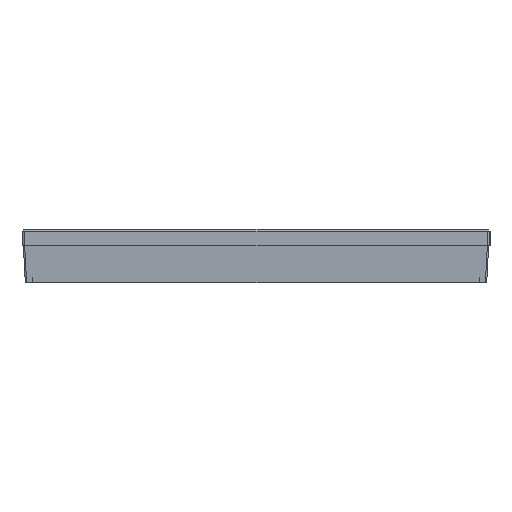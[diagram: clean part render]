
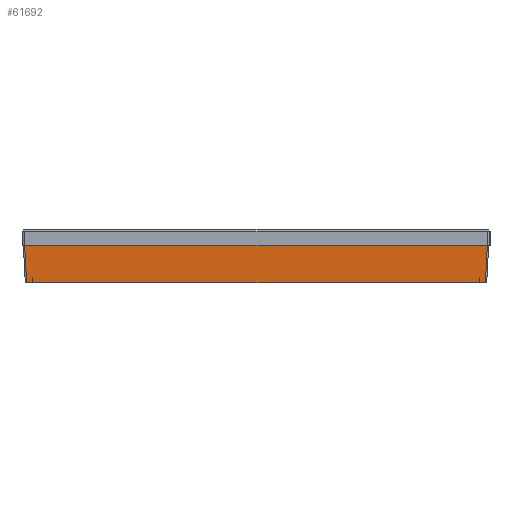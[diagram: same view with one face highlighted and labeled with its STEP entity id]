
A CAD part, left-side view. The second image highlights one B-rep face of the part: STEP entity #61692.
In plain terms, the highlighted face is planar.
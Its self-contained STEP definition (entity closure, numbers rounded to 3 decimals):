
#256=CARTESIAN_POINT('',(-43.383,0.,43.133));
#305=CARTESIAN_POINT('',(-43.383,0.,-43.133));
#316=DIRECTION('',(0.,0.,1.));
#317=VECTOR('',#316,86.267);
#318=CARTESIAN_POINT('',(-43.383,0.,-43.133));
#319=LINE('11991',#318,#317);
#351=DIRECTION('',(0.052,-0.997,-0.052));
#352=VECTOR('',#351,7.019);
#353=CARTESIAN_POINT('',(-43.75,7.,43.5));
#354=LINE('11973',#353,#352);
#358=DIRECTION('',(0.052,-0.997,0.052));
#359=VECTOR('',#358,7.019);
#360=CARTESIAN_POINT('',(-43.75,7.,-43.5));
#361=LINE('11987',#360,#359);
#418=DIRECTION('',(0.,0.,1.));
#419=VECTOR('',#418,87.001);
#420=CARTESIAN_POINT('',(-43.75,7.,-43.5));
#421=LINE('11995',#420,#419);
#431=CARTESIAN_POINT('',(-43.75,7.,-43.5));
#54985=VERTEX_POINT('',#256);
#54986=CARTESIAN_POINT('',(-43.75,7.,43.5));
#54987=VERTEX_POINT('',#54986);
#54999=VERTEX_POINT('',#305);
#55003=VERTEX_POINT('',#431);
#61679=CARTESIAN_POINT('',(-43.75,7.,-44.87));
#61680=DIRECTION('',(-0.999,-0.052,0.));
#61681=DIRECTION('',(0.,0.,1.));
#61682=AXIS2_PLACEMENT_3D('',#61679,#61680,#61681);
#61683=PLANE('11967',#61682);
#61684=ORIENTED_EDGE('11973',*,*,#61663,.T.);
#61685=ORIENTED_EDGE('11991',*,*,#61627,.F.);
#61687=ORIENTED_EDGE('11987',*,*,#61686,.F.);
#61689=ORIENTED_EDGE('11995',*,*,#61688,.T.);
#61690=EDGE_LOOP('11967',(#61684,#61685,#61687,#61689));
#61691=FACE_OUTER_BOUND('11967',#61690,.F.);
#61692=ADVANCED_FACE('11967',(#61691),#61683,.T.);
#61627=EDGE_CURVE('11991',#54999,#54985,#319,.T.);
#61663=EDGE_CURVE('11973',#54987,#54985,#354,.T.);
#61686=EDGE_CURVE('11987',#55003,#54999,#361,.T.);
#61688=EDGE_CURVE('11995',#55003,#54987,#421,.T.);
